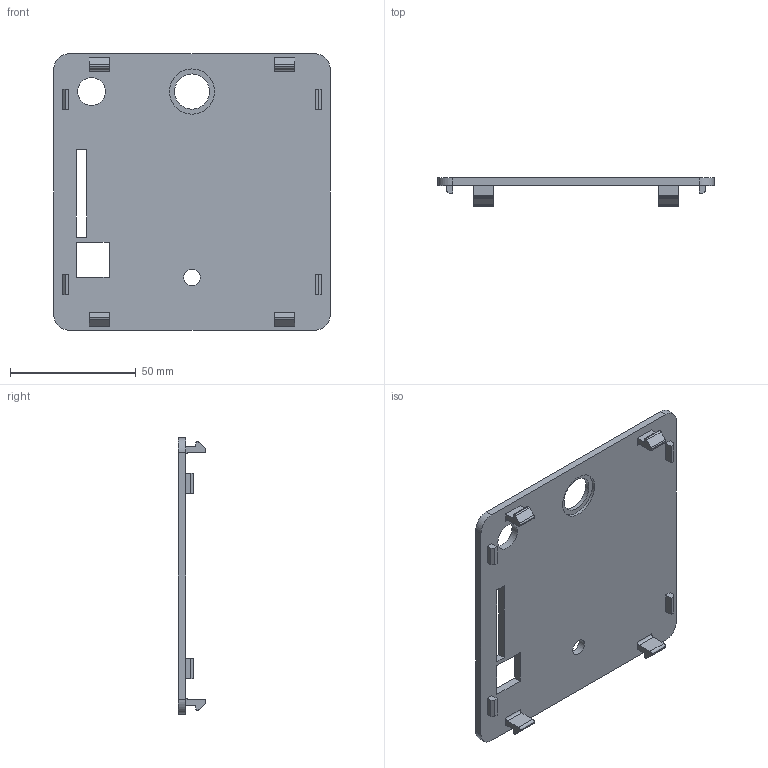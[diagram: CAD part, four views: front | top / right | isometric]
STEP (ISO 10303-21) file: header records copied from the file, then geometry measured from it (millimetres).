
FILE_DESCRIPTION(/* description */ (''),/* implementation_level */ '2;1');
FILE_NAME(/* name */ 'Cover-USB side.stp',/* time_stamp */ '2025-08-16T11:58:47+03:00',/* author */ ('yshis'),/* organization */ (''),/* preprocessor_version */ 'ST-DEVELOPER v20',/* originating_system */ 'Autodesk Inventor 2025',/* authorisation */ '');
FILE_SCHEMA (('AUTOMOTIVE_DESIGN { 1 0 10303 214 3 1 1 }'));
Length unit declared in the file: millimetre
Products named in the file (1): Cover-USB side
Bounding box: 110 x 11.1 x 110 mm (x, y, z)
Volume: 35263.9 mm3; surface area: 25907.1 mm2
Topology: 1 solids, 1 shells, 99 faces, 264 edges, 176 vertices
Faces by surface type: plane 71, cylinder 28
Full cylindrical faces by diameter (mm): 6.5 x1, 11 x1, 14 x1, 18 x1
Entity records: 3137 total; most frequent: CARTESIAN_POINT 540, ORIENTED_EDGE 528, DIRECTION 520, EDGE_CURVE 264, LINE 208, VECTOR 208, VERTEX_POINT 176, AXIS2_PLACEMENT_3D 156
